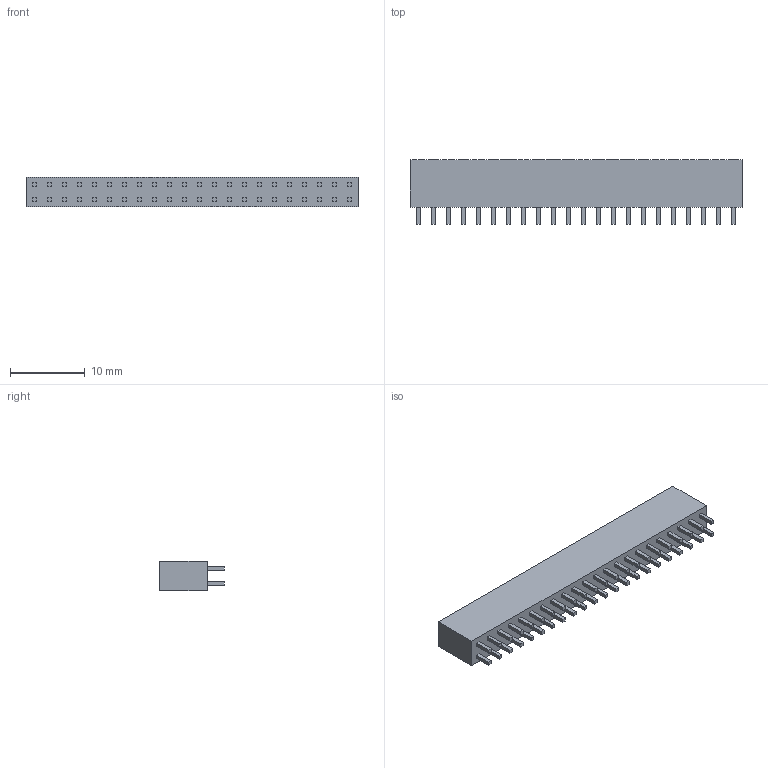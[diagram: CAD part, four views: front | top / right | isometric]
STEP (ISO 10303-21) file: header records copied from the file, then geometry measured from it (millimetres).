
FILE_DESCRIPTION (( 'STEP AP214' ), '1' );
FILE_NAME ('SQLEAD_0310175133438.step', '2009-03-10T21:51:39', ( 'sysAdmin' ), ( 'SolidWorks' ), 'SwSTEP 2.0', 'SolidWorks 2009', '' );
FILE_SCHEMA (( 'AUTOMOTIVE_DESIGN' ));
Length unit declared in the file: inch
Products named in the file (1): SQLEAD_0310175133438
Bounding box: 44.3 x 8.64 x 4 mm (x, y, z)
Volume: 1111.9 mm3; surface area: 1385.7 mm2
Topology: 1 solids, 2 shells, 623 faces, 1420 edges, 888 vertices
Faces by surface type: plane 623
Entity records: 22137 total; most frequent: CARTESIAN_POINT 2932, ORIENTED_EDGE 2840, DIRECTION 2668, LINE 1420, VECTOR 1420, EDGE_CURVE 1420, VERTEX_POINT 888, EDGE_LOOP 710
